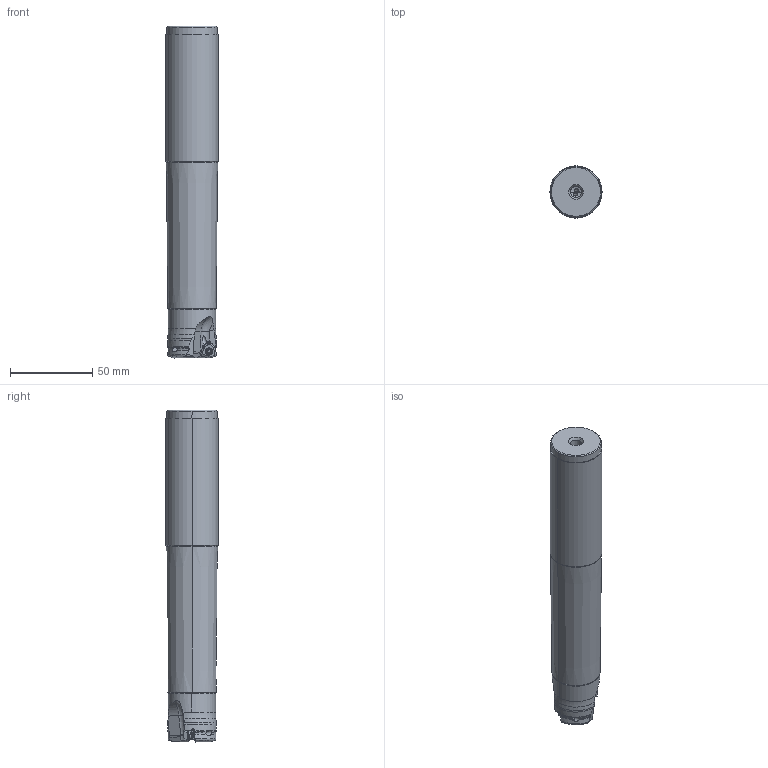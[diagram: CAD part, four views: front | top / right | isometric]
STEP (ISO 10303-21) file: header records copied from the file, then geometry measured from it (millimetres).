
FILE_DESCRIPTION(/* description */ (''),/* implementation_level */ '2;1');
FILE_NAME(/* name */ 'WJX09UR2002SA20L.stp',/* time_stamp */ '2020-10-29T16:34:43+09:00',/* author */ (''),/* organization */ (''),/* preprocessor_version */ 'ST-DEVELOPER v16',/* originating_system */ 'SIEMENS PLM Software NX 10.0',/* authorisation */ '');
FILE_SCHEMA (('AUTOMOTIVE_DESIGN { 1 0 10303 214 3 1 1 1 }'));
Length unit declared in the file: millimetre
Products named in the file (1): WJX09UR2002SA20L_ASM
Bounding box: 31.75 x 31.75 x 202.4 mm (x, y, z)
Volume: 139179.9 mm3; surface area: 25314.4 mm2
Topology: 3 solids, 3 shells, 281 faces, 814 edges, 535 vertices
Faces by surface type: cylinder 110, plane 69, cone 40, torus 32, sphere 16, bspline 14
Entity records: 12999 total; most frequent: CARTESIAN_POINT 5717, ORIENTED_EDGE 1604, DIRECTION 1444, EDGE_CURVE 802, AXIS2_PLACEMENT_3D 615, VERTEX_POINT 530, EDGE_LOOP 292, ADVANCED_FACE 281
